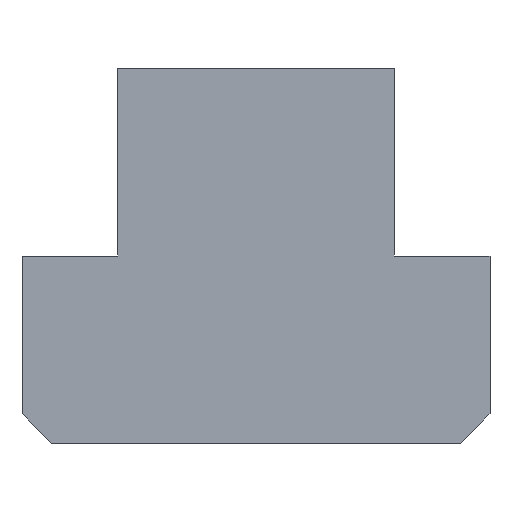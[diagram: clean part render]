
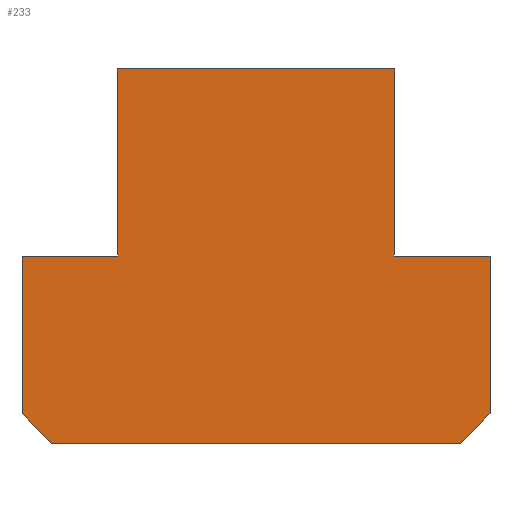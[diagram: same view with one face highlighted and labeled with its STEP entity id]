
A CAD part, front view. The second image highlights one B-rep face of the part: STEP entity #233.
In plain terms, the highlighted planar face has unit normal (0, -1, 0).
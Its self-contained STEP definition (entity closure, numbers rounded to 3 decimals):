
#107=VERTEX_POINT('',#289);
#121=EDGE_CURVE('',#159,#127,#305,.T.);
#123=EDGE_CURVE('',#127,#235,#307,.T.);
#127=VERTEX_POINT('',#312);
#131=VERTEX_POINT('',#316);
#151=EDGE_CURVE('',#163,#159,#336,.T.);
#155=EDGE_CURVE('',#131,#163,#340,.T.);
#159=VERTEX_POINT('',#345);
#163=VERTEX_POINT('',#349);
#165=EDGE_CURVE('',#181,#131,#351,.T.);
#179=EDGE_CURVE('',#195,#181,#367,.T.);
#181=VERTEX_POINT('',#369);
#195=VERTEX_POINT('',#385);
#197=EDGE_CURVE('',#211,#195,#387,.T.);
#209=EDGE_CURVE('',#107,#211,#401,.T.);
#211=VERTEX_POINT('',#403);
#227=EDGE_CURVE('',#235,#261,#420,.T.);
#233=ADVANCED_FACE('',(#426),#427,.T.);
#235=VERTEX_POINT('',#429);
#249=EDGE_CURVE('',#261,#107,#446,.T.);
#261=VERTEX_POINT('',#461);
#289=CARTESIAN_POINT('',(-17.5,-20.0,-16.0));
#305=LINE('',#501,#502);
#307=LINE('',#505,#506);
#312=CARTESIAN_POINT('',(20.0,-20.0,0.));
#316=CARTESIAN_POINT('',(-11.8,-20.0,16.0));
#336=LINE('',#546,#547);
#340=LINE('',#552,#553);
#345=CARTESIAN_POINT('',(11.8,-20.0,0.));
#349=CARTESIAN_POINT('',(11.8,-20.0,16.0));
#351=LINE('',#565,#566);
#367=LINE('',#586,#587);
#369=CARTESIAN_POINT('',(-11.8,-20.0,0.));
#385=CARTESIAN_POINT('',(-20.0,-20.0,0.));
#387=LINE('',#617,#618);
#401=LINE('',#639,#640);
#403=CARTESIAN_POINT('',(-20.0,-20.0,-13.5));
#420=LINE('',#666,#667);
#426=FACE_OUTER_BOUND('',#675,.T.);
#427=PLANE('',#676);
#429=CARTESIAN_POINT('',(20.0,-20.0,-13.5));
#446=LINE('',#701,#702);
#461=CARTESIAN_POINT('',(17.5,-20.0,-16.0));
#501=CARTESIAN_POINT('',(20.0,-20.0,0.));
#502=VECTOR('',#757,1.0);
#505=CARTESIAN_POINT('',(20.0,-20.0,-13.5));
#506=VECTOR('',#758,1.0);
#546=CARTESIAN_POINT('',(11.8,-20.0,0.));
#547=VECTOR('',#772,1.0);
#552=CARTESIAN_POINT('',(11.8,-20.0,16.0));
#553=VECTOR('',#773,1.0);
#565=CARTESIAN_POINT('',(-11.8,-20.0,16.0));
#566=VECTOR('',#782,1.0);
#586=CARTESIAN_POINT('',(-11.8,-20.0,0.));
#587=VECTOR('',#803,1.0);
#617=CARTESIAN_POINT('',(-20.0,-20.0,0.));
#618=VECTOR('',#821,1.0);
#639=CARTESIAN_POINT('',(-20.0,-20.0,-13.5));
#640=VECTOR('',#841,1.0);
#666=CARTESIAN_POINT('',(17.5,-20.0,-16.0));
#667=VECTOR('',#858,1.0);
#675=EDGE_LOOP('',(#861,#862,#863,#864,#865,#866,#867,#868,#869,#870));
#676=AXIS2_PLACEMENT_3D('',#871,#872,#873);
#701=CARTESIAN_POINT('',(-17.5,-20.0,-16.0));
#702=VECTOR('',#897,1.0);
#757=DIRECTION('',(1.0,0.0,0.0));
#758=DIRECTION('',(0.0,0.,-1.0));
#772=DIRECTION('',(0.0,0.,-1.0));
#773=DIRECTION('',(1.0,0.0,0.0));
#782=DIRECTION('',(0.0,0.,1.0));
#803=DIRECTION('',(1.0,0.0,0.0));
#821=DIRECTION('',(0.0,0.,1.0));
#841=DIRECTION('',(-0.707,0.,0.707));
#858=DIRECTION('',(-0.707,0.,-0.707));
#861=ORIENTED_EDGE('',*,*,#227,.F.);
#862=ORIENTED_EDGE('',*,*,#123,.F.);
#863=ORIENTED_EDGE('',*,*,#121,.F.);
#864=ORIENTED_EDGE('',*,*,#151,.F.);
#865=ORIENTED_EDGE('',*,*,#155,.F.);
#866=ORIENTED_EDGE('',*,*,#165,.F.);
#867=ORIENTED_EDGE('',*,*,#179,.F.);
#868=ORIENTED_EDGE('',*,*,#197,.F.);
#869=ORIENTED_EDGE('',*,*,#209,.F.);
#870=ORIENTED_EDGE('',*,*,#249,.F.);
#871=CARTESIAN_POINT('',(0.,-20.0,-1.51));
#872=DIRECTION('',(0.0,-1.0,0.));
#873=DIRECTION('',(1.0,0.0,0.0));
#897=DIRECTION('',(-1.0,0.0,0.0));
